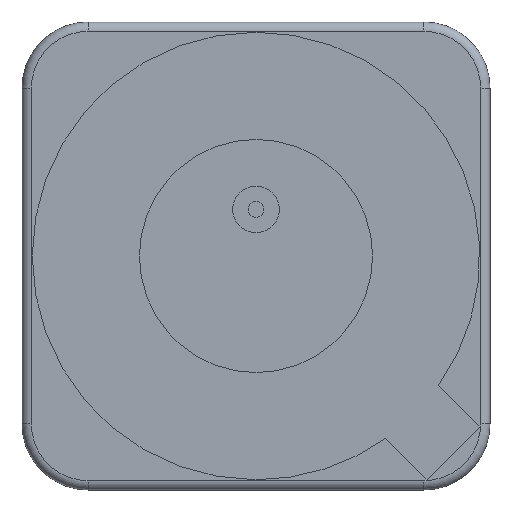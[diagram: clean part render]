
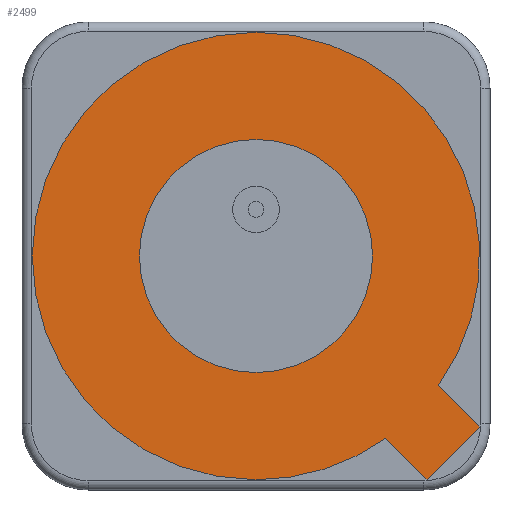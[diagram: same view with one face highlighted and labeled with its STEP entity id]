
A CAD part, front view. The second image highlights one B-rep face of the part: STEP entity #2499.
In plain terms, the highlighted planar face has unit normal (0, -1, 0).
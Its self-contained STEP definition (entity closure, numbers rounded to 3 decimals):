
#43 = ORIENTED_EDGE ( 'NONE', *, *, #3183, .T. ) ;
#121 = CIRCLE ( 'NONE', #1008, 12. ) ;
#142 = DIRECTION ( 'NONE',  ( 0., 0., 1. ) ) ;
#149 = DIRECTION ( 'NONE',  ( 0., 0., 1. ) ) ;
#155 = EDGE_CURVE ( 'NONE', #1452, #1071, #940, .T. ) ;
#158 = CARTESIAN_POINT ( 'NONE',  ( 0., 0., -12. ) ) ;
#161 = LINE ( 'NONE', #2426, #2892 ) ;
#333 = CARTESIAN_POINT ( 'NONE',  ( 9.781, 0., -6.952 ) ) ;
#342 = VECTOR ( 'NONE', #811, 1000. ) ;
#384 = ORIENTED_EDGE ( 'NONE', *, *, #799, .T. ) ;
#441 = EDGE_CURVE ( 'NONE', #1071, #1452, #1711, .T. ) ;
#458 = CARTESIAN_POINT ( 'NONE',  ( 12., 0., -9.172 ) ) ;
#513 = VERTEX_POINT ( 'NONE', #1642 ) ;
#517 = AXIS2_PLACEMENT_3D ( 'NONE', #2018, #3027, #561 ) ;
#561 = DIRECTION ( 'NONE',  ( 0., 0., 1. ) ) ;
#598 = DIRECTION ( 'NONE',  ( 0., -1., 0. ) ) ;
#666 = VERTEX_POINT ( 'NONE', #158 ) ;
#700 = DIRECTION ( 'NONE',  ( 0., 0., 1. ) ) ;
#755 = DIRECTION ( 'NONE',  ( 0., -1., 0. ) ) ;
#777 = EDGE_CURVE ( 'NONE', #1315, #1027, #1358, .T. ) ;
#799 = EDGE_CURVE ( 'NONE', #3061, #1315, #2983, .T. ) ;
#811 = DIRECTION ( 'NONE',  ( 0.707, 0., 0.707 ) ) ;
#852 = CARTESIAN_POINT ( 'NONE',  ( 12., 0., -9.172 ) ) ;
#940 = CIRCLE ( 'NONE', #2889, 6.25 ) ;
#991 = CARTESIAN_POINT ( 'NONE',  ( 0., 0., 0. ) ) ;
#1008 = AXIS2_PLACEMENT_3D ( 'NONE', #3121, #1655, #142 ) ;
#1027 = VERTEX_POINT ( 'NONE', #333 ) ;
#1030 = FACE_OUTER_BOUND ( 'NONE', #2458, .T. ) ;
#1037 = CARTESIAN_POINT ( 'NONE',  ( 9.172, 0., -12. ) ) ;
#1071 = VERTEX_POINT ( 'NONE', #1367 ) ;
#1152 = CIRCLE ( 'NONE', #517, 12. ) ;
#1205 = CARTESIAN_POINT ( 'NONE',  ( 0., 0., 0. ) ) ;
#1272 = VECTOR ( 'NONE', #1960, 1000. ) ;
#1315 = VERTEX_POINT ( 'NONE', #852 ) ;
#1358 = LINE ( 'NONE', #2468, #1272 ) ;
#1362 = AXIS2_PLACEMENT_3D ( 'NONE', #2096, #598, #2360 ) ;
#1367 = CARTESIAN_POINT ( 'NONE',  ( 0., 0., -6.25 ) ) ;
#1452 = VERTEX_POINT ( 'NONE', #2084 ) ;
#1548 = CIRCLE ( 'NONE', #2713, 12. ) ;
#1642 = CARTESIAN_POINT ( 'NONE',  ( 6.952, 0., -9.781 ) ) ;
#1655 = DIRECTION ( 'NONE',  ( 0., -1., 0. ) ) ;
#1703 = DIRECTION ( 'NONE',  ( 0., 1., 0. ) ) ;
#1711 = CIRCLE ( 'NONE', #1362, 6.25 ) ;
#1717 = DIRECTION ( 'NONE',  ( 0., 0., 1. ) ) ;
#1762 = ORIENTED_EDGE ( 'NONE', *, *, #2372, .T. ) ;
#1811 = ORIENTED_EDGE ( 'NONE', *, *, #777, .T. ) ;
#1842 = EDGE_CURVE ( 'NONE', #3123, #666, #121, .T. ) ;
#1960 = DIRECTION ( 'NONE',  ( -0.707, 0., 0.707 ) ) ;
#2018 = CARTESIAN_POINT ( 'NONE',  ( 0., 0., 0. ) ) ;
#2084 = CARTESIAN_POINT ( 'NONE',  ( 0., 0., 6.25 ) ) ;
#2096 = CARTESIAN_POINT ( 'NONE',  ( 0., 0., 0. ) ) ;
#2268 = EDGE_CURVE ( 'NONE', #513, #3061, #161, .T. ) ;
#2360 = DIRECTION ( 'NONE',  ( 0., 0., 1. ) ) ;
#2372 = EDGE_CURVE ( 'NONE', #1027, #3123, #1548, .T. ) ;
#2378 = ORIENTED_EDGE ( 'NONE', *, *, #2268, .T. ) ;
#2426 = CARTESIAN_POINT ( 'NONE',  ( 9.172, 0., -12. ) ) ;
#2458 = EDGE_LOOP ( 'NONE', ( #1762, #3001, #43, #2378, #384, #1811 ) ) ;
#2459 = ORIENTED_EDGE ( 'NONE', *, *, #441, .F. ) ;
#2468 = CARTESIAN_POINT ( 'NONE',  ( 9.781, 0., -6.952 ) ) ;
#2499 = ADVANCED_FACE ( 'NONE', ( #1030, #3004 ), #2959, .F. ) ;
#2602 = CARTESIAN_POINT ( 'NONE',  ( 0., 0., 0. ) ) ;
#2633 = DIRECTION ( 'NONE',  ( 0., -1., 0. ) ) ;
#2695 = ORIENTED_EDGE ( 'NONE', *, *, #155, .F. ) ;
#2713 = AXIS2_PLACEMENT_3D ( 'NONE', #2602, #2633, #149 ) ;
#2838 = CARTESIAN_POINT ( 'NONE',  ( 0., 0., 12. ) ) ;
#2889 = AXIS2_PLACEMENT_3D ( 'NONE', #991, #755, #1717 ) ;
#2892 = VECTOR ( 'NONE', #2949, 1000. ) ;
#2937 = EDGE_LOOP ( 'NONE', ( #2695, #2459 ) ) ;
#2949 = DIRECTION ( 'NONE',  ( 0.707, 0., -0.707 ) ) ;
#2959 = PLANE ( 'NONE',  #3203 ) ;
#2983 = LINE ( 'NONE', #458, #342 ) ;
#3001 = ORIENTED_EDGE ( 'NONE', *, *, #1842, .T. ) ;
#3004 = FACE_BOUND ( 'NONE', #2937, .T. ) ;
#3027 = DIRECTION ( 'NONE',  ( 0., -1., 0. ) ) ;
#3061 = VERTEX_POINT ( 'NONE', #1037 ) ;
#3121 = CARTESIAN_POINT ( 'NONE',  ( 0., 0., 0. ) ) ;
#3123 = VERTEX_POINT ( 'NONE', #2838 ) ;
#3183 = EDGE_CURVE ( 'NONE', #666, #513, #1152, .T. ) ;
#3203 = AXIS2_PLACEMENT_3D ( 'NONE', #1205, #1703, #700 ) ;
